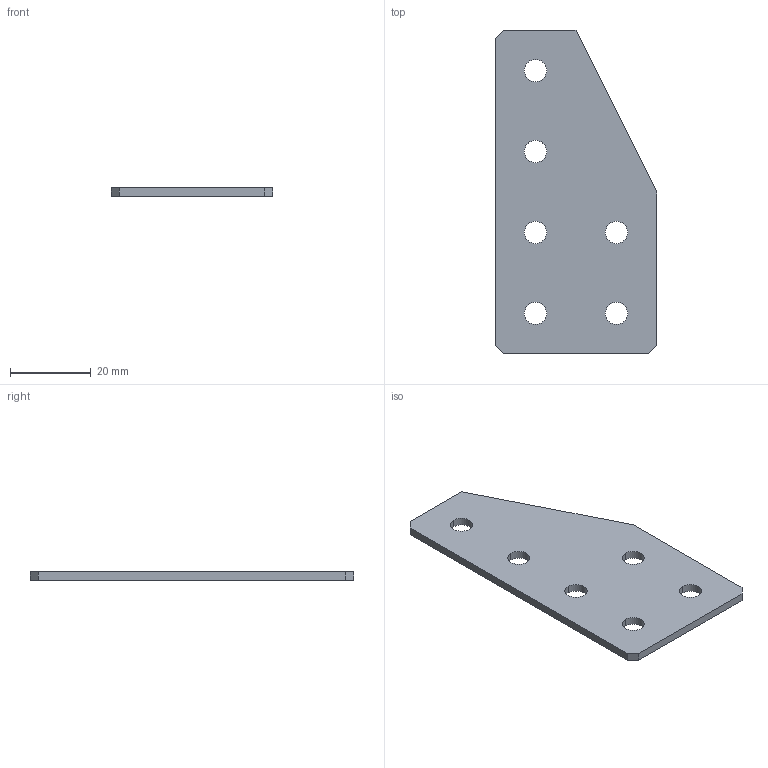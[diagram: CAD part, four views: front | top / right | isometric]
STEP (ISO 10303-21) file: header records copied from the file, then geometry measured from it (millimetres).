
FILE_DESCRIPTION (( 'STEP AP214' ), '1' );
FILE_NAME ('Ã-ïëàñòèíà 20 ñåðèÿ 1õ2 40õ80õ2 óñèë.STEP', '2022-02-18T10:09:11', ( '' ), ( '' ), 'SwSTEP 2.0', 'SolidWorks 2021', '' );
FILE_SCHEMA (( 'AUTOMOTIVE_DESIGN' ));
Length unit declared in the file: millimetre
Products named in the file (1): Ã-ïëàñòèíà 20 ñåðèÿ 1õ2 40õ80õ2 óñèë
Bounding box: 40 x 80 x 2 mm (x, y, z)
Volume: 5302.9 mm3; surface area: 5952.7 mm2
Topology: 1 solids, 1 shells, 22 faces, 60 edges, 40 vertices
Faces by surface type: cylinder 12, plane 10
Entity records: 766 total; most frequent: DIRECTION 130, CARTESIAN_POINT 123, ORIENTED_EDGE 120, EDGE_CURVE 60, AXIS2_PLACEMENT_3D 47, VERTEX_POINT 40, VECTOR 36, LINE 36
